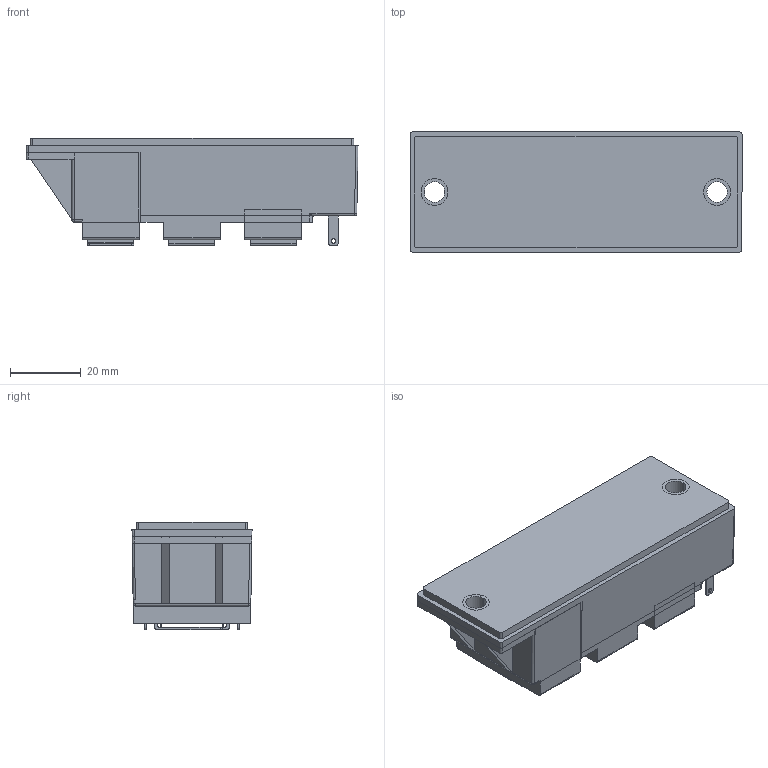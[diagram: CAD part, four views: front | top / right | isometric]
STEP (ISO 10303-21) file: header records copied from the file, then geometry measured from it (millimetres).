
FILE_DESCRIPTION((''),'2;1');
FILE_NAME('FUJI_M263.stp','2012-07-30T13:56:26',(''),(''),'Mechanical Desktop 2011','Mechanical Desktop 2011',', , ');
FILE_SCHEMA(('AUTOMOTIVE_DESIGN { 1 2 10303 214 1 1 1 1 }'));
Length unit declared in the file: millimetre
Products named in the file (1): Product
Bounding box: 94 x 34 x 30.56 mm (x, y, z)
Volume: 73004.6 mm3; surface area: 25669.6 mm2
Topology: 17 solids, 17 shells, 334 faces, 787 edges, 493 vertices
Faces by surface type: plane 169, cylinder 107, cone 48, bspline 4, sphere 4, torus 2
Entity records: 9614 total; most frequent: CARTESIAN_POINT 1847, DIRECTION 1639, ORIENTED_EDGE 1574, EDGE_CURVE 787, AXIS2_PLACEMENT_3D 597, VERTEX_POINT 493, VECTOR 445, LINE 445
